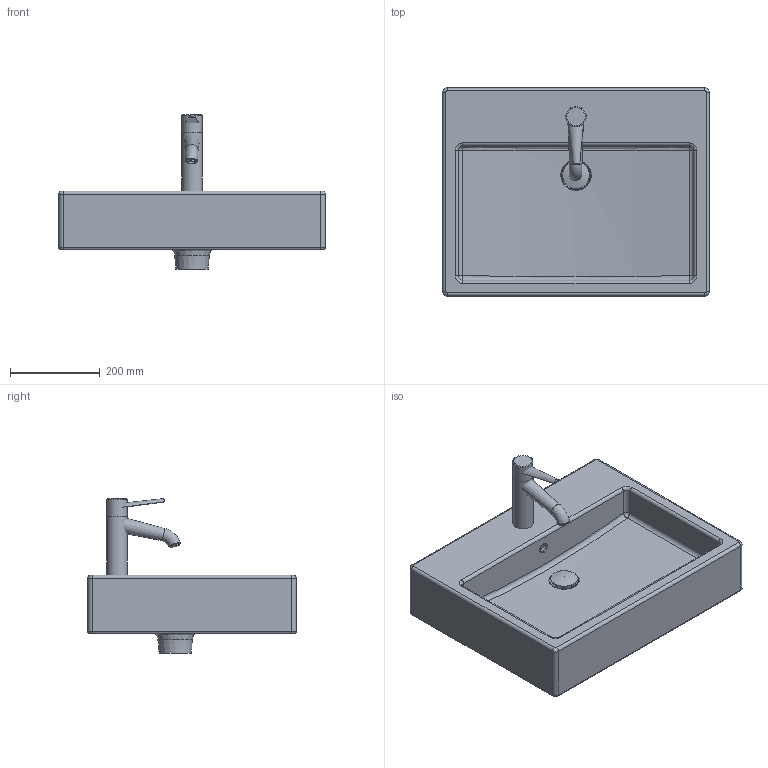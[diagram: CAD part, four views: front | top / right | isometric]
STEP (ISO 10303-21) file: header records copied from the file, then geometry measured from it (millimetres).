
FILE_DESCRIPTION((''),'2;1');
FILE_NAME('045260.stp','2007-10-05T14:47:26',('Huebner'),(''),'Autodesk Inventor 11','Autodesk Inventor 11','');
FILE_SCHEMA(('AUTOMOTIVE_DESIGN { 1 0 10303 214 1 1 1 1 }'));
Length unit declared in the file: millimetre
Products named in the file (9): 045260; Kelch; Stopfen; Baterie_Zusatz; hebel_Zusatz; Hebel2; Griff2; Neoperl2
Assembly tree (8 placements, depth 3):
  045260
    045260
    Kelch
    Stopfen
    Baterie_Zusatz
      hebel_Zusatz
      Hebel2
      Griff2
      Neoperl2
Bounding box: 595 x 465 x 345.77 mm (x, y, z)
Volume: 16159177.7 mm3; surface area: 1155608.6 mm2
Topology: 7 solids, 7 shells, 149 faces, 328 edges, 194 vertices
Faces by surface type: cylinder 59, plane 43, bspline 23, torus 20, cone 4
Full cylindrical faces by diameter (mm): 16 x1, 20 x2, 35 x1, 42 x1, 44 x1, 45 x1, 46 x1, 52 x1, 60 x1
Entity records: 7186 total; most frequent: CARTESIAN_POINT 3818, DIRECTION 718, ORIENTED_EDGE 598, AXIS2_PLACEMENT_3D 299, EDGE_CURVE 299, VERTEX_POINT 189, EDGE_LOOP 182, CIRCLE 150
